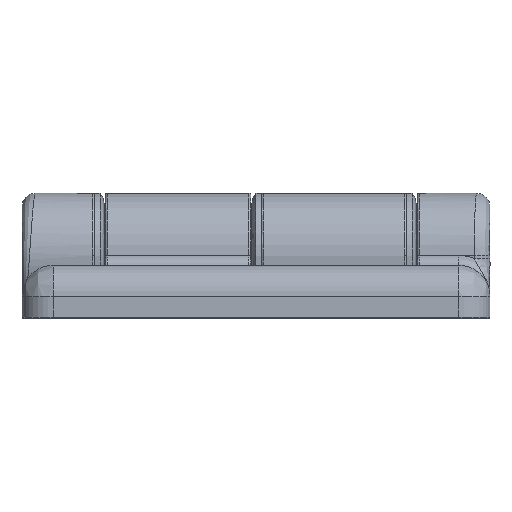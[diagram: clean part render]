
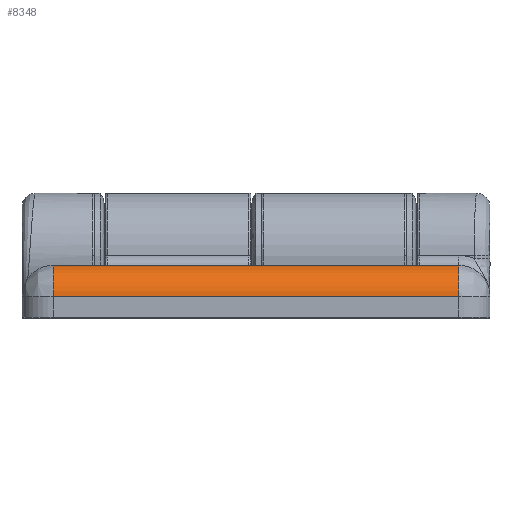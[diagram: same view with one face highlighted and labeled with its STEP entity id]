
A CAD part, top view. The second image highlights one B-rep face of the part: STEP entity #8348.
In plain terms, the highlighted cylindrical face has radius 3 mm (diameter 6 mm), a partial arc.
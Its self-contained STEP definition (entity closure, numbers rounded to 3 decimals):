
#243 = EDGE_CURVE ( 'NONE', #15706, #612, #11026, .T. ) ;
#611 = EDGE_CURVE ( 'NONE', #6158, #15706, #9850, .T. ) ;
#612 = VERTEX_POINT ( 'NONE', #8138 ) ;
#984 = EDGE_CURVE ( 'NONE', #9939, #6158, #7282, .T. ) ;
#1146 = CARTESIAN_POINT ( 'NONE',  ( 19.5, -4., 40. ) ) ;
#1462 = DIRECTION ( 'NONE',  ( 1., 0., 0. ) ) ;
#1594 = AXIS2_PLACEMENT_3D ( 'NONE', #13833, #5979, #4713 ) ;
#1725 = CARTESIAN_POINT ( 'NONE',  ( 22.5, -4., 40. ) ) ;
#2887 = CYLINDRICAL_SURFACE ( 'NONE', #1594, 3. ) ;
#3717 = ORIENTED_EDGE ( 'NONE', *, *, #243, .T. ) ;
#4543 = FACE_OUTER_BOUND ( 'NONE', #12747, .T. ) ;
#4713 = DIRECTION ( 'NONE',  ( 0., 0., 1. ) ) ;
#4942 = DIRECTION ( 'NONE',  ( -1., 0., 0. ) ) ;
#5548 = CARTESIAN_POINT ( 'NONE',  ( 22.5, -1., 37. ) ) ;
#5753 = DIRECTION ( 'NONE',  ( 1., 0., 0. ) ) ;
#5979 = DIRECTION ( 'NONE',  ( -1., 0., 0. ) ) ;
#6158 = VERTEX_POINT ( 'NONE', #1146 ) ;
#6704 = DIRECTION ( 'NONE',  ( 0., 0., 1. ) ) ;
#6830 = DIRECTION ( 'NONE',  ( -1., 0., 0. ) ) ;
#6893 = CARTESIAN_POINT ( 'NONE',  ( 19.5, -4., 37. ) ) ;
#7282 = LINE ( 'NONE', #1725, #14490 ) ;
#8138 = CARTESIAN_POINT ( 'NONE',  ( -19.5, -1., 37. ) ) ;
#8348 = ADVANCED_FACE ( 'NONE', ( #4543 ), #2887, .T. ) ;
#8732 = EDGE_CURVE ( 'NONE', #612, #9939, #15924, .T. ) ;
#9763 = CARTESIAN_POINT ( 'NONE',  ( 19.5, -1., 37. ) ) ;
#9850 = CIRCLE ( 'NONE', #13713, 3. ) ;
#9939 = VERTEX_POINT ( 'NONE', #15581 ) ;
#11026 = LINE ( 'NONE', #5548, #12518 ) ;
#12518 = VECTOR ( 'NONE', #4942, 1000. ) ;
#12747 = EDGE_LOOP ( 'NONE', ( #15186, #3717, #14922, #15783 ) ) ;
#13094 = AXIS2_PLACEMENT_3D ( 'NONE', #13584, #5753, #14819 ) ;
#13584 = CARTESIAN_POINT ( 'NONE',  ( -19.5, -4., 37. ) ) ;
#13713 = AXIS2_PLACEMENT_3D ( 'NONE', #6893, #6830, #6704 ) ;
#13833 = CARTESIAN_POINT ( 'NONE',  ( 22.5, -4., 37. ) ) ;
#14490 = VECTOR ( 'NONE', #1462, 1000. ) ;
#14819 = DIRECTION ( 'NONE',  ( 0., 0., 1. ) ) ;
#14922 = ORIENTED_EDGE ( 'NONE', *, *, #8732, .T. ) ;
#15186 = ORIENTED_EDGE ( 'NONE', *, *, #611, .T. ) ;
#15581 = CARTESIAN_POINT ( 'NONE',  ( -19.5, -4., 40. ) ) ;
#15706 = VERTEX_POINT ( 'NONE', #9763 ) ;
#15783 = ORIENTED_EDGE ( 'NONE', *, *, #984, .T. ) ;
#15924 = CIRCLE ( 'NONE', #13094, 3. ) ;
